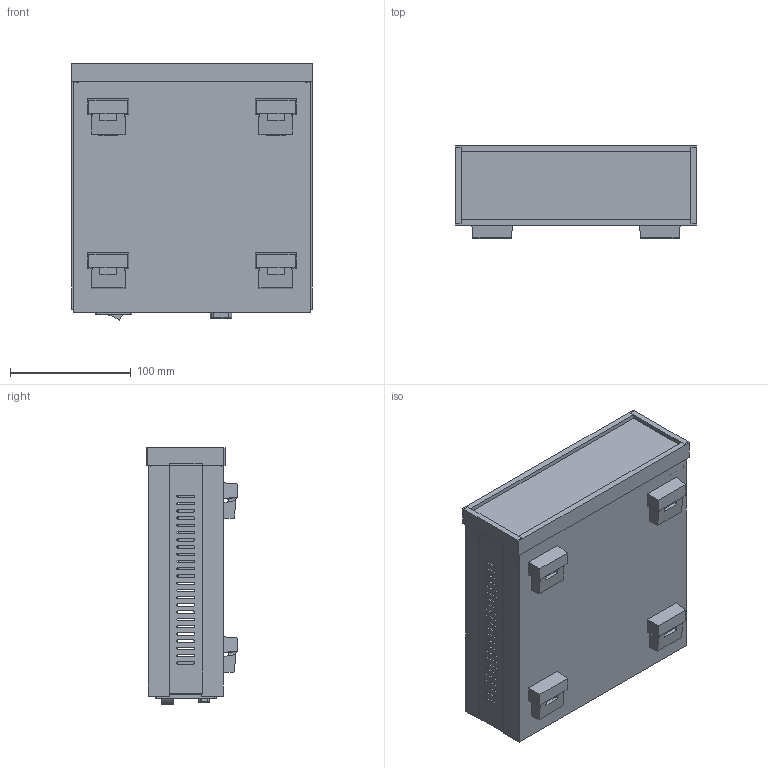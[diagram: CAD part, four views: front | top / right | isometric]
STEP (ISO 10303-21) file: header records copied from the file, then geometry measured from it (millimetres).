
FILE_DESCRIPTION (( 'STEP AP203' ), '1' );
FILE_NAME ('08TMC-1U Pro.STEP', '2025-11-26T06:07:36', ( '' ), ( '' ), 'SwSTEP 2.0', 'SolidWorks 2024', '' );
FILE_SCHEMA (( 'CONFIG_CONTROL_DESIGN' ));
Length unit declared in the file: millimetre
Products named in the file (1): 08TMC-1U Pro
Bounding box: 200 x 76.2 x 213 mm (x, y, z)
Surface area: 374322.7 mm2 (no closed solid volume)
Topology: 0 solids, 76 shells, 773 faces, 3428 edges, 2699 vertices
Faces by surface type: plane 471, cylinder 269, bspline 19, torus 10, cone 4
Entity records: 41445 total; most frequent: CARTESIAN_POINT 14493, DIRECTION 5073, ORIENTED_EDGE 4952, EDGE_CURVE 3428, VERTEX_POINT 2699, VECTOR 2159, LINE 2159, AXIS2_PLACEMENT_3D 1457
